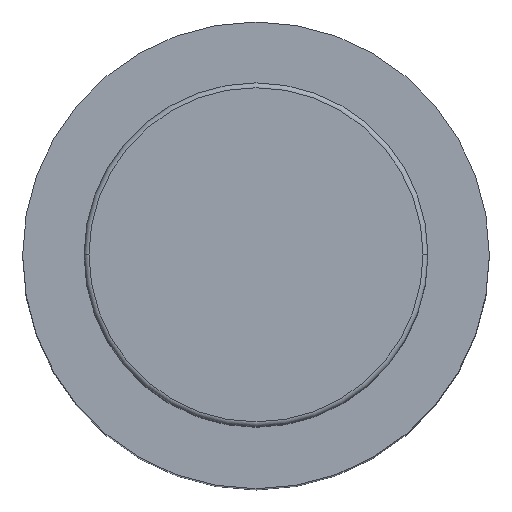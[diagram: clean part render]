
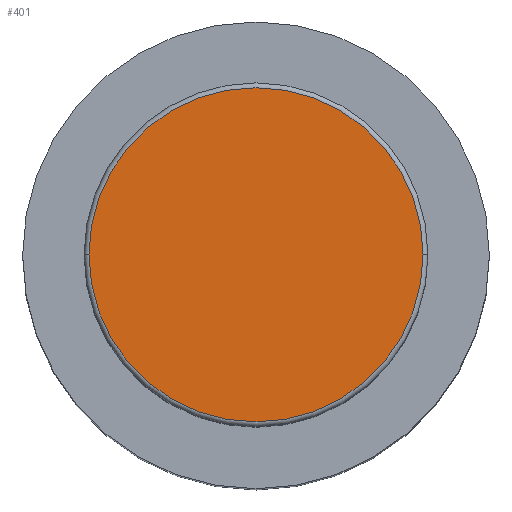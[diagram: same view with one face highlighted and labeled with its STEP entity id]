
A CAD part, top view. The second image highlights one B-rep face of the part: STEP entity #401.
In plain terms, the highlighted planar face has unit normal (0, 0, 1).
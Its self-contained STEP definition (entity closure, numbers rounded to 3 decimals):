
#16 = FACE_OUTER_BOUND ( 'NONE', #583, .T. ) ;
#111 = CARTESIAN_POINT ( 'NONE',  ( -34., 0., 210. ) ) ;
#287 = VERTEX_POINT ( 'NONE', #654 ) ;
#331 = DIRECTION ( 'NONE',  ( 0., 0., 1. ) ) ;
#342 = DIRECTION ( 'NONE',  ( 0., 0., 1. ) ) ;
#401 = ADVANCED_FACE ( 'NONE', ( #16 ), #1169, .T. ) ;
#537 = AXIS2_PLACEMENT_3D ( 'NONE', #928, #331, #1026 ) ;
#563 = EDGE_CURVE ( 'NONE', #287, #947, #1246, .T. ) ;
#576 = DIRECTION ( 'NONE',  ( 1., 0., 0. ) ) ;
#583 = EDGE_LOOP ( 'NONE', ( #862, #740 ) ) ;
#598 = EDGE_CURVE ( 'NONE', #947, #287, #659, .T. ) ;
#654 = CARTESIAN_POINT ( 'NONE',  ( 34., 0., 210. ) ) ;
#659 = CIRCLE ( 'NONE', #871, 34. ) ;
#740 = ORIENTED_EDGE ( 'NONE', *, *, #598, .T. ) ;
#862 = ORIENTED_EDGE ( 'NONE', *, *, #563, .T. ) ;
#871 = AXIS2_PLACEMENT_3D ( 'NONE', #936, #342, #1038 ) ;
#928 = CARTESIAN_POINT ( 'NONE',  ( 0., 0., 210. ) ) ;
#936 = CARTESIAN_POINT ( 'NONE',  ( 0., 0., 210. ) ) ;
#947 = VERTEX_POINT ( 'NONE', #111 ) ;
#1026 = DIRECTION ( 'NONE',  ( 1., 0., 0. ) ) ;
#1038 = DIRECTION ( 'NONE',  ( 1., 0., 0. ) ) ;
#1070 = CARTESIAN_POINT ( 'NONE',  ( 0., 0., 210. ) ) ;
#1076 = AXIS2_PLACEMENT_3D ( 'NONE', #1070, #1166, #576 ) ;
#1166 = DIRECTION ( 'NONE',  ( 0., 0., 1. ) ) ;
#1169 = PLANE ( 'NONE',  #1076 ) ;
#1246 = CIRCLE ( 'NONE', #537, 34. ) ;
